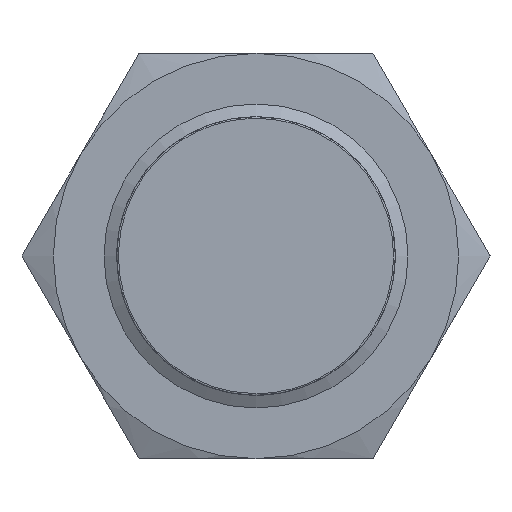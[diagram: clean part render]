
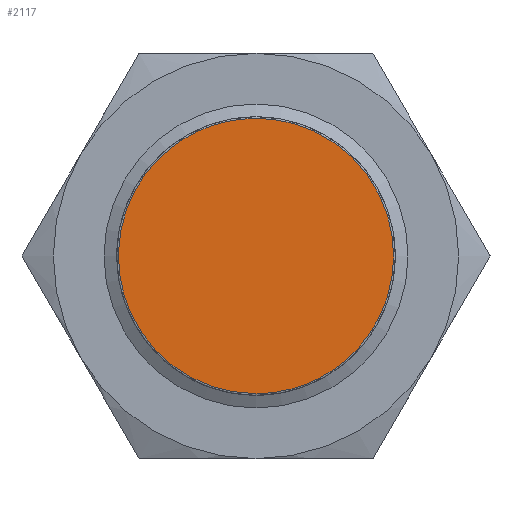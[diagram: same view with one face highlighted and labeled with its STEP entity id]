
A CAD part, left-side view. The second image highlights one B-rep face of the part: STEP entity #2117.
In plain terms, the highlighted planar face has unit normal (-1, 0, 0).
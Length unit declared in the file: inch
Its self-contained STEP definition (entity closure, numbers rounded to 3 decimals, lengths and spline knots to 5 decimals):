
#104 = AXIS2_PLACEMENT_3D ( 'NONE', #2037, #307, #2440 ) ;
#175 = CARTESIAN_POINT ( 'NONE',  ( 0., 0., -0.32087 ) ) ;
#307 = DIRECTION ( 'NONE',  ( 1., 0., 0. ) ) ;
#676 = CARTESIAN_POINT ( 'NONE',  ( 0., 0., -0.32087 ) ) ;
#857 = CARTESIAN_POINT ( 'NONE',  ( 0., 0.64173, 0.32087 ) ) ;
#1665 = CARTESIAN_POINT ( 'NONE',  ( 0., 0., 0.32087 ) ) ;
#1839 = CARTESIAN_POINT ( 'NONE',  ( 0., 0., -0.32087 ) ) ;
#1851 = CARTESIAN_POINT ( 'NONE',  ( 0., -0.64173, -0.32087 ) ) ;
#1861 = CARTESIAN_POINT ( 'NONE',  ( 0., 0.64173, -0.32087 ) ) ;
#2008 = PLANE ( 'NONE',  #104 ) ;
#2017 = EDGE_CURVE ( 'NONE', #2493, #2493, #2272, .T. ) ;
#2037 = CARTESIAN_POINT ( 'NONE',  ( 0., 0., 0. ) ) ;
#2117 = ADVANCED_FACE ( 'NONE', ( #2393 ), #2008, .F. ) ;
#2151 = EDGE_LOOP ( 'NONE', ( #2409 ) ) ;
#2243 = CARTESIAN_POINT ( 'NONE',  ( 0., -0.64173, 0.32087 ) ) ;
#2272 =( BOUNDED_CURVE ( )  B_SPLINE_CURVE ( 3, ( #1839, #1861, #857, #1665, #2243, #1851, #676 ),
 .UNSPECIFIED., .T., .F. ) 
 B_SPLINE_CURVE_WITH_KNOTS ( ( 4, 3, 4 ),
 ( 0., 0.5, 1. ),
 .UNSPECIFIED. ) 
 CURVE ( )  GEOMETRIC_REPRESENTATION_ITEM ( )  RATIONAL_B_SPLINE_CURVE ( ( 1., 0.333, 0.333, 1., 0.333, 0.333, 1. ) ) 
 REPRESENTATION_ITEM ( '' )  );
#2393 = FACE_OUTER_BOUND ( 'NONE', #2151, .T. ) ;
#2409 = ORIENTED_EDGE ( 'NONE', *, *, #2017, .F. ) ;
#2440 = DIRECTION ( 'NONE',  ( 0., 0., -1. ) ) ;
#2493 = VERTEX_POINT ( 'NONE', #175 ) ;
